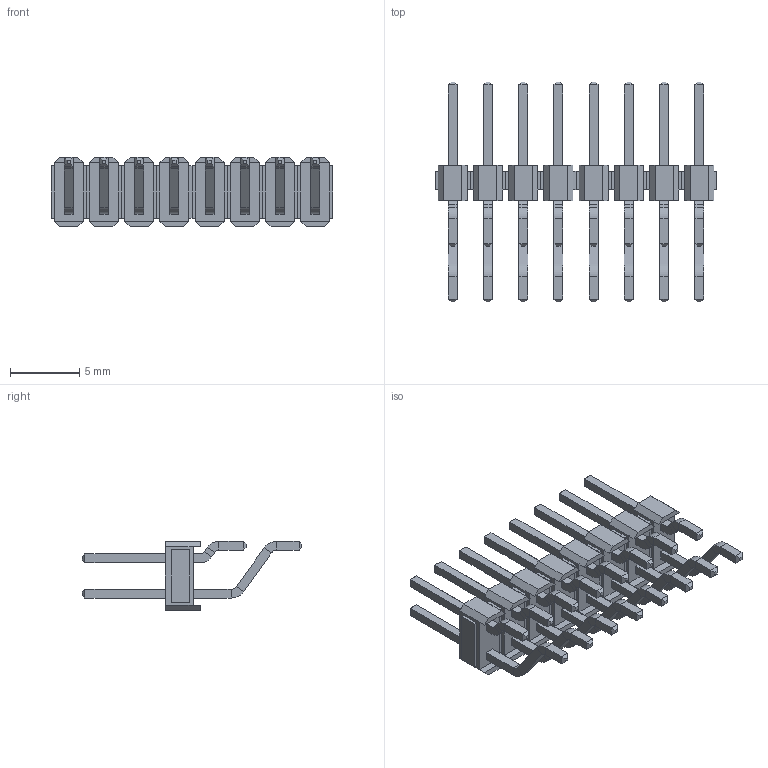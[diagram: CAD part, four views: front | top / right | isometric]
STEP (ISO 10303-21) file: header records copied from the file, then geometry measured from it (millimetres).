
FILE_DESCRIPTION (( 'STEP AP214' ), '1' );
FILE_NAME ('PLDR_SMD-16.STEP', '2019-06-30T11:50:46', ( '' ), ( '' ), 'SwSTEP 2.0', 'SolidWorks 2018', '' );
FILE_SCHEMA (( 'AUTOMOTIVE_DESIGN' ));
Length unit declared in the file: millimetre
Products named in the file (1): PLDR_SMD-16
Bounding box: 20.32 x 15.84 x 5 mm (x, y, z)
Volume: 269.1 mm3; surface area: 964.7 mm2
Topology: 8 solids, 8 shells, 704 faces, 1568 edges, 928 vertices
Faces by surface type: plane 624, cylinder 48, bspline 32
Entity records: 27765 total; most frequent: CARTESIAN_POINT 4529, ORIENTED_EDGE 3136, DIRECTION 3026, EDGE_CURVE 1568, LINE 1424, VECTOR 1424, VERTEX_POINT 928, AXIS2_PLACEMENT_3D 801
